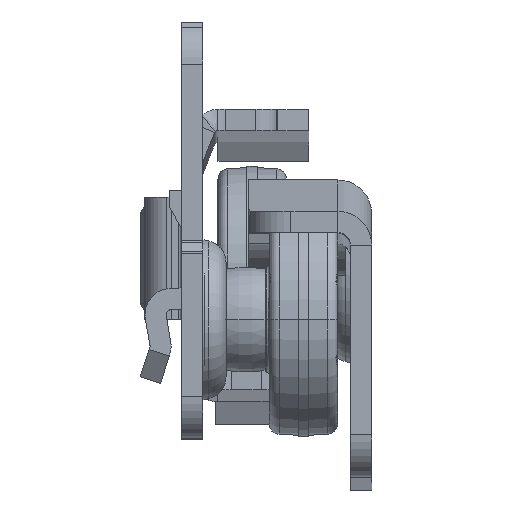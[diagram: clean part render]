
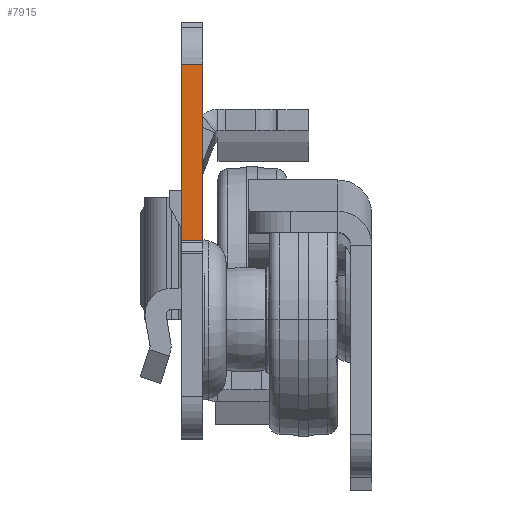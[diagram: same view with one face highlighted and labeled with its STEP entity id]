
A CAD part, top view. The second image highlights one B-rep face of the part: STEP entity #7915.
In plain terms, the highlighted planar face has unit normal (0, 0, 1).
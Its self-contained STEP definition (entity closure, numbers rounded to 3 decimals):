
#1645 = EDGE_CURVE ( 'NONE', #29213, #52580, #40437, .T. ) ;
#3224 = DIRECTION ( 'NONE',  ( 0., -1., 0. ) ) ;
#4834 = EDGE_CURVE ( 'NONE', #44081, #32293, #50436, .T. ) ;
#5712 = ORIENTED_EDGE ( 'NONE', *, *, #4834, .F. ) ;
#7008 = DIRECTION ( 'NONE',  ( 1., 0., 0. ) ) ;
#7026 = PLANE ( 'NONE',  #26163 ) ;
#7272 = DIRECTION ( 'NONE',  ( 0., 0., 1. ) ) ;
#7362 = CARTESIAN_POINT ( 'NONE',  ( -2., 17.25, -1. ) ) ;
#7915 = ADVANCED_FACE ( 'NONE', ( #36291 ), #7026, .T. ) ;
#10352 = EDGE_CURVE ( 'NONE', #32293, #52580, #21158, .T. ) ;
#10927 = CARTESIAN_POINT ( 'NONE',  ( -2., 17.25, -1. ) ) ;
#12001 = DIRECTION ( 'NONE',  ( 0., 1., 0. ) ) ;
#16071 = EDGE_CURVE ( 'NONE', #29213, #44081, #44497, .T. ) ;
#17968 = CARTESIAN_POINT ( 'NONE',  ( -111.859, 17.25, -1. ) ) ;
#18377 = VECTOR ( 'NONE', #12001, 1000. ) ;
#19374 = EDGE_LOOP ( 'NONE', ( #36893, #37989, #5712, #53017 ) ) ;
#21158 = LINE ( 'NONE', #38766, #51243 ) ;
#21947 = DIRECTION ( 'NONE',  ( 0., -1., 0. ) ) ;
#23113 = DIRECTION ( 'NONE',  ( 1., 0., 0. ) ) ;
#26163 = AXIS2_PLACEMENT_3D ( 'NONE', #32746, #7272, #3224 ) ;
#27709 = CARTESIAN_POINT ( 'NONE',  ( -111.859, 0.554, -1. ) ) ;
#29213 = VERTEX_POINT ( 'NONE', #40608 ) ;
#32293 = VERTEX_POINT ( 'NONE', #51687 ) ;
#32746 = CARTESIAN_POINT ( 'NONE',  ( -111.859, 17.25, -1. ) ) ;
#36291 = FACE_OUTER_BOUND ( 'NONE', #19374, .T. ) ;
#36893 = ORIENTED_EDGE ( 'NONE', *, *, #1645, .T. ) ;
#37989 = ORIENTED_EDGE ( 'NONE', *, *, #10352, .F. ) ;
#38766 = CARTESIAN_POINT ( 'NONE',  ( 0., 17.25, -1. ) ) ;
#39674 = VECTOR ( 'NONE', #23113, 1000. ) ;
#40437 = LINE ( 'NONE', #27709, #39674 ) ;
#40608 = CARTESIAN_POINT ( 'NONE',  ( -2., 0.554, -1. ) ) ;
#41564 = CARTESIAN_POINT ( 'NONE',  ( 0., 0.554, -1. ) ) ;
#44081 = VERTEX_POINT ( 'NONE', #10927 ) ;
#44497 = LINE ( 'NONE', #7362, #18377 ) ;
#50436 = LINE ( 'NONE', #17968, #53154 ) ;
#51243 = VECTOR ( 'NONE', #21947, 1000. ) ;
#51687 = CARTESIAN_POINT ( 'NONE',  ( 0., 17.25, -1. ) ) ;
#52580 = VERTEX_POINT ( 'NONE', #41564 ) ;
#53017 = ORIENTED_EDGE ( 'NONE', *, *, #16071, .F. ) ;
#53154 = VECTOR ( 'NONE', #7008, 1000. ) ;
